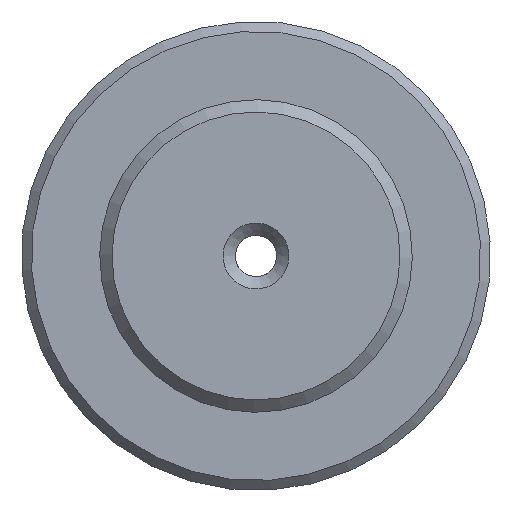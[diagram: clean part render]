
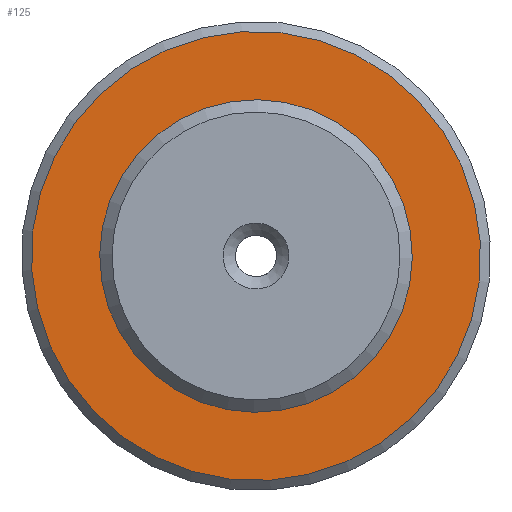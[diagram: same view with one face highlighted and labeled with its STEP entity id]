
A CAD part, left-side view. The second image highlights one B-rep face of the part: STEP entity #125.
In plain terms, the highlighted planar face has unit normal (-1, 0, 0).
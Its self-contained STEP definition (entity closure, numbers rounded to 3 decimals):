
#98=CARTESIAN_POINT('',(4.719,-3.978,-1.178));
#99=DIRECTION('',(1.0,0.0,0.0));
#100=DIRECTION('',(0.0,0.916,-0.401));
#101=AXIS2_PLACEMENT_3D('',#98,#99,#100);
#102=PLANE('',#101);
#103=CARTESIAN_POINT('',(4.719,-8.159,0.649));
#104=VERTEX_POINT('',#103);
#105=CARTESIAN_POINT('',(4.719,-3.978,-1.178));
#106=DIRECTION('',(1.0,0.,0.));
#107=DIRECTION('',(0.,0.916,-0.401));
#108=AXIS2_PLACEMENT_3D('',#105,#106,#107);
#109=CIRCLE('',#108,4.563);
#110=EDGE_CURVE('',#104,#104,#109,.T.);
#111=ORIENTED_EDGE('',*,*,#110,.F.);
#112=EDGE_LOOP('',(#111));
#113=FACE_OUTER_BOUND('',#112,.T.);
#114=CARTESIAN_POINT('',(4.719,-6.159,-0.225));
#115=VERTEX_POINT('',#114);
#116=CARTESIAN_POINT('',(4.719,-3.978,-1.178));
#117=DIRECTION('',(-1.0,0.,0.));
#118=DIRECTION('',(0.,0.916,-0.401));
#119=AXIS2_PLACEMENT_3D('',#116,#117,#118);
#120=CIRCLE('',#119,2.38);
#121=EDGE_CURVE('',#115,#115,#120,.T.);
#122=ORIENTED_EDGE('',*,*,#121,.F.);
#123=EDGE_LOOP('',(#122));
#124=FACE_BOUND('',#123,.T.);
#125=ADVANCED_FACE('',(#113,#124),#102,.F.);
